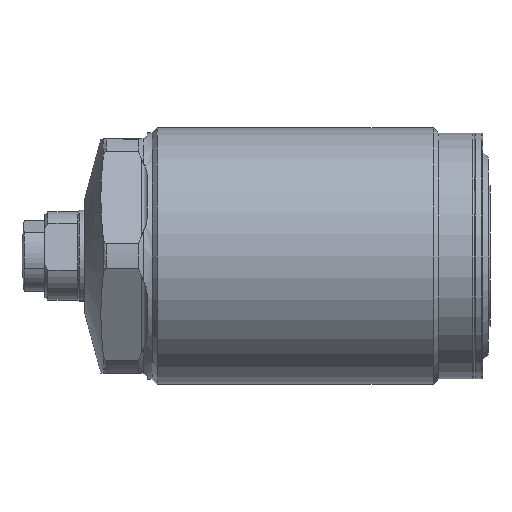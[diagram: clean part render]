
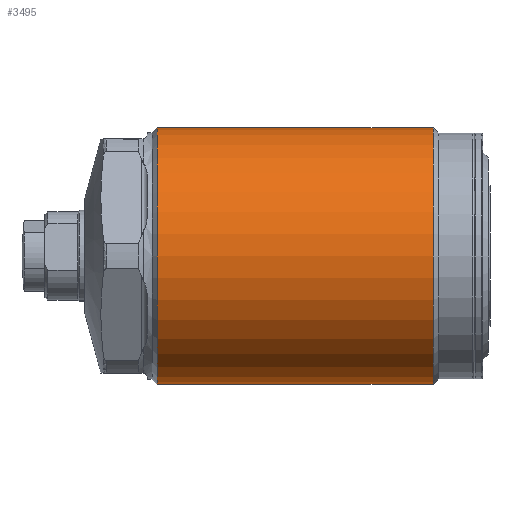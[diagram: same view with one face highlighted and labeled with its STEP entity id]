
A CAD part, left-side view. The second image highlights one B-rep face of the part: STEP entity #3495.
In plain terms, the highlighted cylindrical face has radius 22.5 mm (diameter 45 mm), a partial arc.
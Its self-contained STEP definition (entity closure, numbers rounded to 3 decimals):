
#194 = VERTEX_POINT ( 'NONE', #3582 ) ;
#327 = DIRECTION ( 'NONE',  ( 0., -1., 0. ) ) ;
#330 = CARTESIAN_POINT ( 'NONE',  ( 0., 59.8, 0. ) ) ;
#332 = CIRCLE ( 'NONE', #3219, 22.5 ) ;
#640 = DIRECTION ( 'NONE',  ( 0., 0., -1. ) ) ;
#706 = EDGE_LOOP ( 'NONE', ( #2125, #3660, #807, #2552 ) ) ;
#807 = ORIENTED_EDGE ( 'NONE', *, *, #3693, .T. ) ;
#825 = DIRECTION ( 'NONE',  ( 0., -1., 0. ) ) ;
#844 = VERTEX_POINT ( 'NONE', #2494 ) ;
#1112 = EDGE_CURVE ( 'NONE', #844, #194, #3329, .T. ) ;
#1258 = LINE ( 'NONE', #2908, #2843 ) ;
#1345 = VERTEX_POINT ( 'NONE', #3161 ) ;
#1403 = DIRECTION ( 'NONE',  ( 0., 0., -1. ) ) ;
#1483 = DIRECTION ( 'NONE',  ( 0., -1., 0. ) ) ;
#1681 = EDGE_CURVE ( 'NONE', #194, #1345, #332, .T. ) ;
#1748 = VECTOR ( 'NONE', #327, 1000. ) ;
#2125 = ORIENTED_EDGE ( 'NONE', *, *, #1112, .F. ) ;
#2433 = DIRECTION ( 'NONE',  ( 0., -1., 0. ) ) ;
#2494 = CARTESIAN_POINT ( 'NONE',  ( 0., 59.8, 22.5 ) ) ;
#2552 = ORIENTED_EDGE ( 'NONE', *, *, #1681, .F. ) ;
#2572 = DIRECTION ( 'NONE',  ( 0., -1., 0. ) ) ;
#2694 = CYLINDRICAL_SURFACE ( 'NONE', #3715, 22.5 ) ;
#2744 = EDGE_CURVE ( 'NONE', #844, #2986, #3116, .T. ) ;
#2794 = FACE_OUTER_BOUND ( 'NONE', #706, .T. ) ;
#2843 = VECTOR ( 'NONE', #825, 1000. ) ;
#2859 = CARTESIAN_POINT ( 'NONE',  ( 0., -9.087, 0. ) ) ;
#2908 = CARTESIAN_POINT ( 'NONE',  ( 0., -9.087, -22.5 ) ) ;
#2926 = CARTESIAN_POINT ( 'NONE',  ( 0., 59.8, -22.5 ) ) ;
#2986 = VERTEX_POINT ( 'NONE', #2926 ) ;
#3016 = CARTESIAN_POINT ( 'NONE',  ( 0., -9.087, 22.5 ) ) ;
#3116 = CIRCLE ( 'NONE', #3132, 22.5 ) ;
#3132 = AXIS2_PLACEMENT_3D ( 'NONE', #330, #2433, #640 ) ;
#3161 = CARTESIAN_POINT ( 'NONE',  ( 0., 11.45, -22.5 ) ) ;
#3219 = AXIS2_PLACEMENT_3D ( 'NONE', #3255, #1483, #3551 ) ;
#3255 = CARTESIAN_POINT ( 'NONE',  ( 0., 11.45, 0. ) ) ;
#3329 = LINE ( 'NONE', #3016, #1748 ) ;
#3495 = ADVANCED_FACE ( 'NONE', ( #2794 ), #2694, .T. ) ;
#3551 = DIRECTION ( 'NONE',  ( 0., 0., -1. ) ) ;
#3582 = CARTESIAN_POINT ( 'NONE',  ( 0., 11.45, 22.5 ) ) ;
#3660 = ORIENTED_EDGE ( 'NONE', *, *, #2744, .T. ) ;
#3693 = EDGE_CURVE ( 'NONE', #2986, #1345, #1258, .T. ) ;
#3715 = AXIS2_PLACEMENT_3D ( 'NONE', #2859, #2572, #1403 ) ;
